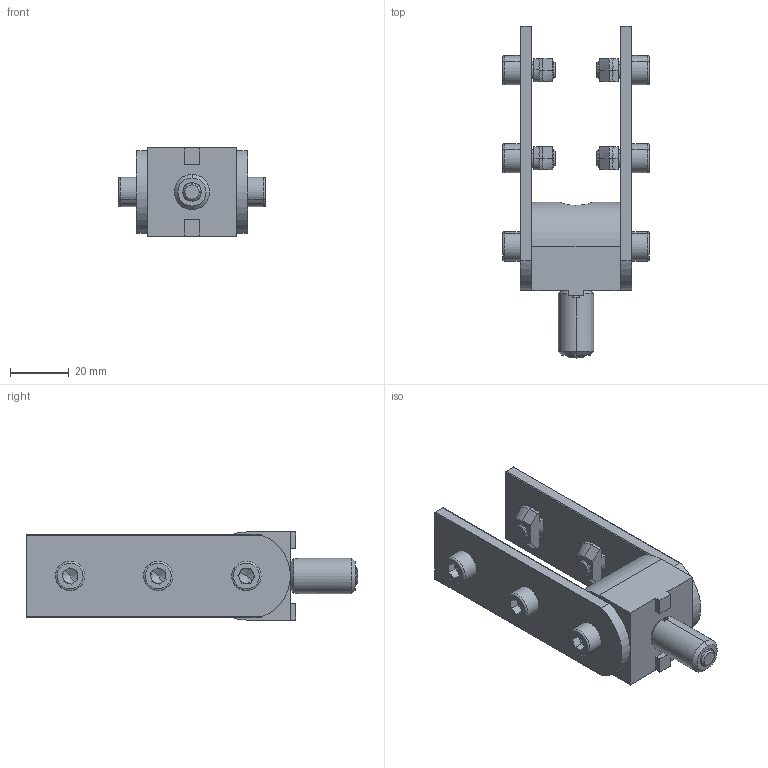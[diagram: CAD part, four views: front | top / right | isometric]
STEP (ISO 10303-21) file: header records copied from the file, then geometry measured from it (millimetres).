
FILE_DESCRIPTION (( 'STEP AP214' ), '1' );
FILE_NAME ('#035 Êîìïëåêò êðîíøòåéíà 30õ30-8-Â ñ ñîåäèíèòåëåì, â òîðåö ïðîôèëÿ.STEP', '2022-06-10T12:10:42', ( 'Ñòàñ' ), ( '' ), 'SwSTEP 2.0', 'SolidWorks 2021', '' );
FILE_SCHEMA (( 'AUTOMOTIVE_DESIGN' ));
Length unit declared in the file: millimetre
Products named in the file (8): A464 Ïîâîðîòíûé êðîíøòåéí 8-B; A466 Ïîâîðîòíûé ñîåäèíèòåëü 90ìì, ïàç 8; #035 Êîìïëåêò êðîíøòåéíà 30õ30-8-Â ñ ñîåäèíèòåëåì, â òîðåö ïðîôèëÿ; D09 Âòóëêà ðåçüáîâàÿ Ì12 - Ì6 _00; K92 Âèíò öèëèíäð. ñ âíóòðåííèì øåñò. Ì6 õ45 DIN 912; D67 Âèíò öèëèíäð. ñ âíóòðåííèì øåñò. Ì6 õ 12 DIN 912; D55 Âèíò öèëèíäð. ñ âíóòðåííèì øåñò. Ì6 õ14 DIN 912; D53 Ò-ãàéêà Ì6, ïàç 8_00
Assembly tree (15 placements, depth 2):
  #035 Êîìïëåêò êðîíøòåéíà 30õ30-8-Â ñ ñîåäèíèòåëåì, â òîðåö ïðîôèëÿ
    A464 Ïîâîðîòíûé êðîíøòåéí 8-B
    A466 Ïîâîðîòíûé ñîåäèíèòåëü 90ìì, ïàç 8  x2
    D55 Âèíò öèëèíäð. ñ âíóòðåííèì øåñò. Ì6 õ14 DIN 912  x2
    K92 Âèíò öèëèíäð. ñ âíóòðåííèì øåñò. Ì6 õ45 DIN 912
    D09 Âòóëêà ðåçüáîâàÿ Ì12 - Ì6 _00
    D53 Ò-ãàéêà Ì6, ïàç 8_00  x4
    D67 Âèíò öèëèíäð. ñ âíóòðåííèì øåñò. Ì6 õ 12 DIN 912  x4
Bounding box: 50 x 113 x 30 mm (x, y, z)
Volume: 50820.1 mm3; surface area: 25751.3 mm2
Topology: 15 solids, 15 shells, 454 faces, 1120 edges, 693 vertices
Faces by surface type: plane 266, cylinder 88, cone 72, torus 28
Entity records: 6327 total; most frequent: CARTESIAN_POINT 1305, DIRECTION 1000, ORIENTED_EDGE 936, EDGE_CURVE 468, AXIS2_PLACEMENT_3D 364, VERTEX_POINT 293, LINE 272, VECTOR 272
